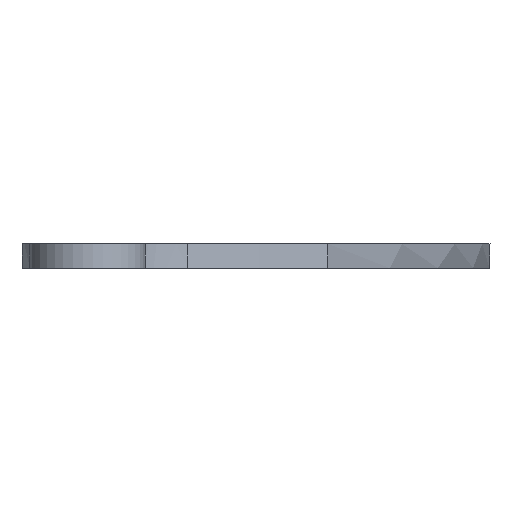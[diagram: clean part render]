
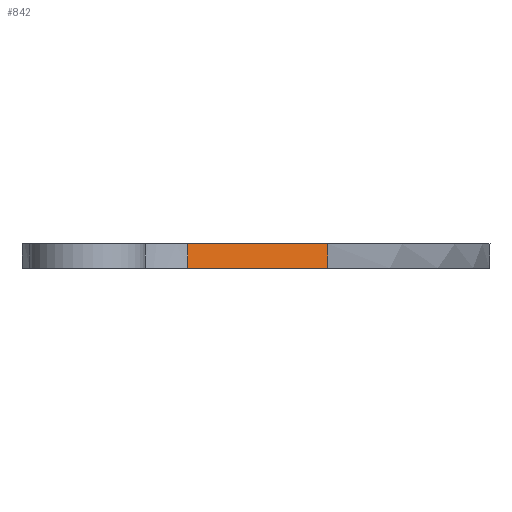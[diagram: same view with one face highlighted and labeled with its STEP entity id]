
A CAD part, left-side view. The second image highlights one B-rep face of the part: STEP entity #842.
In plain terms, the highlighted free-form (B-spline) face has degree [3, 1] with [12, 2] control points.
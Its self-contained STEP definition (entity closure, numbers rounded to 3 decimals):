
#69=B_SPLINE_SURFACE_WITH_KNOTS('',3,1,((#2703,#2704),(#2705,#2706),(#2707,
#2708),(#2709,#2710),(#2711,#2712),(#2713,#2714),(#2715,#2716),(#2717,#2718),
(#2719,#2720),(#2721,#2722),(#2723,#2724),(#2725,#2726)),.UNSPECIFIED.,
 .F.,.F.,.F.,(4,1,1,1,1,1,1,1,1,4),(2,2),(0.,1.917,3.834,
7.667,11.334,15.,16.212,17.423,
18.325,19.227),(0.,1.081),.UNSPECIFIED.);
#79=B_SPLINE_CURVE_WITH_KNOTS('',3,(#1879,#1880,#1881,#1882,#1883,#1884),
 .UNSPECIFIED.,.F.,.F.,(4,1,1,4),(-8.626,-5.158,-3.679,
-3.508),.UNSPECIFIED.);
#90=B_SPLINE_CURVE_WITH_KNOTS('',3,(#2350,#2351,#2352,#2353,#2354,#2355),
 .UNSPECIFIED.,.F.,.F.,(4,1,1,4),(-12.523,-12.416,-11.488,
-9.311),.UNSPECIFIED.);
#145=FACE_OUTER_BOUND('',#202,.T.);
#202=EDGE_LOOP('',(#768,#769,#770,#771));
#234=LINE('',#2123,#294);
#249=LINE('',#2584,#309);
#294=VECTOR('',#970,10.);
#309=VECTOR('',#1011,10.);
#374=VERTEX_POINT('',#1862);
#375=VERTEX_POINT('',#1878);
#400=VERTEX_POINT('',#2030);
#412=VERTEX_POINT('',#2234);
#462=EDGE_CURVE('',#375,#374,#79,.T.);
#493=EDGE_CURVE('',#374,#400,#234,.T.);
#507=EDGE_CURVE('',#400,#412,#90,.T.);
#528=EDGE_CURVE('',#412,#375,#249,.T.);
#768=ORIENTED_EDGE('',*,*,#493,.T.);
#769=ORIENTED_EDGE('',*,*,#507,.T.);
#770=ORIENTED_EDGE('',*,*,#528,.T.);
#771=ORIENTED_EDGE('',*,*,#462,.T.);
#842=ADVANCED_FACE('',(#145),#69,.T.);
#970=DIRECTION('',(0.,0.,-1.));
#1011=DIRECTION('',(0.,0.,1.));
#1862=CARTESIAN_POINT('',(70.883,92.557,6.3));
#1878=CARTESIAN_POINT('',(92.086,56.255,6.3));
#1879=CARTESIAN_POINT('Ctrl Pts',(92.086,56.255,6.3));
#1880=CARTESIAN_POINT('Ctrl Pts',(86.364,63.8,6.3));
#1881=CARTESIAN_POINT('Ctrl Pts',(79.978,76.243,6.3));
#1882=CARTESIAN_POINT('Ctrl Pts',(73.68,87.791,6.3));
#1883=CARTESIAN_POINT('Ctrl Pts',(71.152,92.108,6.3));
#1884=CARTESIAN_POINT('Ctrl Pts',(70.883,92.557,6.3));
#2030=CARTESIAN_POINT('',(70.883,92.557,0.));
#2123=CARTESIAN_POINT('',(70.883,92.557,6.3));
#2234=CARTESIAN_POINT('',(92.086,56.255,0.));
#2350=CARTESIAN_POINT('Ctrl Pts',(70.883,92.557,0.));
#2351=CARTESIAN_POINT('Ctrl Pts',(71.152,92.108,0.));
#2352=CARTESIAN_POINT('Ctrl Pts',(73.68,87.791,0.));
#2353=CARTESIAN_POINT('Ctrl Pts',(79.978,76.243,0.));
#2354=CARTESIAN_POINT('Ctrl Pts',(86.364,63.8,0.));
#2355=CARTESIAN_POINT('Ctrl Pts',(92.086,56.255,0.));
#2584=CARTESIAN_POINT('',(92.086,56.255,6.3));
#2703=CARTESIAN_POINT('Ctrl Pts',(199.023,2.631,7.656));
#2704=CARTESIAN_POINT('Ctrl Pts',(199.023,2.631,-3.159));
#2705=CARTESIAN_POINT('Ctrl Pts',(193.159,1.671,7.656));
#2706=CARTESIAN_POINT('Ctrl Pts',(193.159,1.671,-3.159));
#2707=CARTESIAN_POINT('Ctrl Pts',(179.917,6.799,7.656));
#2708=CARTESIAN_POINT('Ctrl Pts',(179.917,6.799,-3.159));
#2709=CARTESIAN_POINT('Ctrl Pts',(156.362,14.75,7.656));
#2710=CARTESIAN_POINT('Ctrl Pts',(156.362,14.75,-3.159));
#2711=CARTESIAN_POINT('Ctrl Pts',(128.403,29.484,7.656));
#2712=CARTESIAN_POINT('Ctrl Pts',(128.403,29.484,-3.159));
#2713=CARTESIAN_POINT('Ctrl Pts',(94.807,47.192,7.656));
#2714=CARTESIAN_POINT('Ctrl Pts',(94.807,47.192,-3.159));
#2715=CARTESIAN_POINT('Ctrl Pts',(81.216,73.973,7.656));
#2716=CARTESIAN_POINT('Ctrl Pts',(81.216,73.973,-3.159));
#2717=CARTESIAN_POINT('Ctrl Pts',(72.072,90.739,7.656));
#2718=CARTESIAN_POINT('Ctrl Pts',(72.072,90.739,-3.159));
#2719=CARTESIAN_POINT('Ctrl Pts',(64.89,102.508,7.656));
#2720=CARTESIAN_POINT('Ctrl Pts',(64.89,102.508,-3.159));
#2721=CARTESIAN_POINT('Ctrl Pts',(55.439,97.45,7.656));
#2722=CARTESIAN_POINT('Ctrl Pts',(55.439,97.45,-3.159));
#2723=CARTESIAN_POINT('Ctrl Pts',(49.242,95.426,7.656));
#2724=CARTESIAN_POINT('Ctrl Pts',(49.242,95.426,-3.159));
#2725=CARTESIAN_POINT('Ctrl Pts',(47.018,93.894,7.656));
#2726=CARTESIAN_POINT('Ctrl Pts',(47.018,93.894,-3.159));
